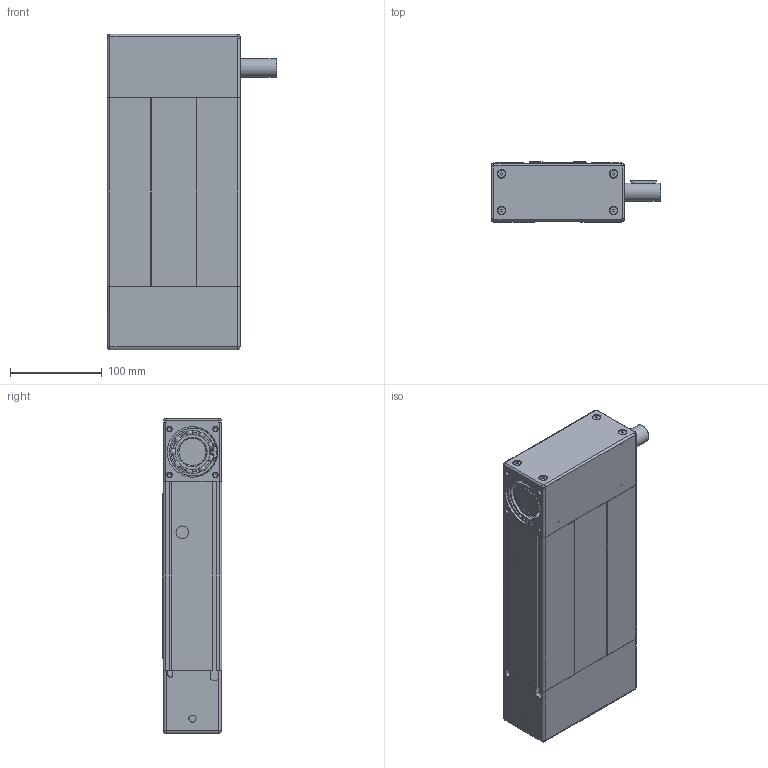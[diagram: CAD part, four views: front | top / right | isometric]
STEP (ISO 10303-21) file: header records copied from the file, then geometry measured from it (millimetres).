
FILE_DESCRIPTION((''),'2;1');
FILE_NAME('CTJ 145 0 S 1 R 0.stp','2012-04-25T09:52:35',('MFrelih'),(''),'Autodesk Inventor 2012','Autodesk Inventor 2012','');
FILE_SCHEMA(('AUTOMOTIVE_DESIGN { 1 0 10303 214 1 1 1 1 }'));
Length unit declared in the file: millimetre
Products named in the file (2): Assembly2; CTJ 145 S IPART-01
Assembly tree (1 placements, depth 2):
  Assembly2
    CTJ 145 S IPART-01
Bounding box: 185 x 65 x 343 mm (x, y, z)
Volume: 2150385 mm3; surface area: 528664.1 mm2
Topology: 1 solids, 19 shells, 1530 faces, 4240 edges, 2711 vertices
Faces by surface type: plane 732, cylinder 649, cone 65, torus 58, sphere 22, bspline 4
Full cylindrical faces by diameter (mm): 2 x4, 2.5 x4, 3 x5, 3.242 x4, 4 x4, 4.5 x4, 4.917 x12, 5 x6, 5.5 x4, 6 x2, 7.8 x2, 8 x4, 8.5 x4, 10 x4, 14 x2, 20 x1, 28.6 x2, 30 x4, 38 x4, 42.9 x2, 43 x2, 47 x4, 55 x8, 58 x2
Entity records: 50807 total; most frequent: CARTESIAN_POINT 10571, DIRECTION 8543, ORIENTED_EDGE 7792, EDGE_CURVE 3896, AXIS2_PLACEMENT_3D 3306, VERTEX_POINT 2573, VECTOR 1931, LINE 1931
